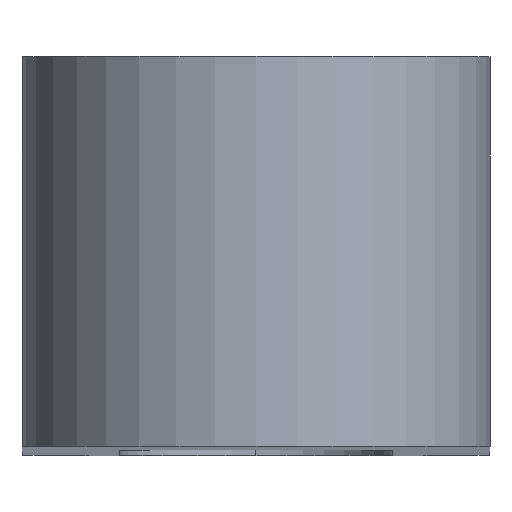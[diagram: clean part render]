
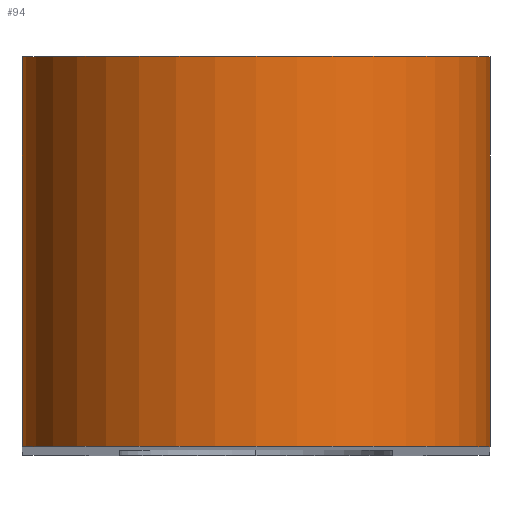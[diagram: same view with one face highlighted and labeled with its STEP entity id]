
A CAD part, top view. The second image highlights one B-rep face of the part: STEP entity #94.
In plain terms, the highlighted cylindrical face has radius 6 mm (diameter 12 mm), a partial arc.
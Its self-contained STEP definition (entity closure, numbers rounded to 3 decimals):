
#4 = DIRECTION ( 'NONE',  ( 0., 0., 1. ) ) ;
#5 = VERTEX_POINT ( 'NONE', #335 ) ;
#12 = VECTOR ( 'NONE', #391, 1000. ) ;
#16 = LINE ( 'NONE', #218, #12 ) ;
#55 = CIRCLE ( 'NONE', #304, 6. ) ;
#94 = ADVANCED_FACE ( 'NONE', ( #111 ), #272, .T. ) ;
#105 = CARTESIAN_POINT ( 'NONE',  ( 0., 10., 62.5 ) ) ;
#111 = FACE_OUTER_BOUND ( 'NONE', #260, .T. ) ;
#120 = AXIS2_PLACEMENT_3D ( 'NONE', #417, #188, #4 ) ;
#123 = CARTESIAN_POINT ( 'NONE',  ( 12., 10., 62.5 ) ) ;
#159 = VERTEX_POINT ( 'NONE', #123 ) ;
#166 = DIRECTION ( 'NONE',  ( 0., -1., 0. ) ) ;
#173 = EDGE_CURVE ( 'NONE', #159, #5, #424, .T. ) ;
#187 = EDGE_CURVE ( 'NONE', #365, #256, #16, .T. ) ;
#188 = DIRECTION ( 'NONE',  ( 0., 1., 0. ) ) ;
#195 = VECTOR ( 'NONE', #322, 1000. ) ;
#206 = CIRCLE ( 'NONE', #120, 6. ) ;
#218 = CARTESIAN_POINT ( 'NONE',  ( 0., 10., 62.5 ) ) ;
#235 = CARTESIAN_POINT ( 'NONE',  ( 6., 0., 62.5 ) ) ;
#245 = AXIS2_PLACEMENT_3D ( 'NONE', #308, #166, #413 ) ;
#247 = EDGE_CURVE ( 'NONE', #365, #159, #206, .T. ) ;
#251 = CARTESIAN_POINT ( 'NONE',  ( 12., 10., 62.5 ) ) ;
#256 = VERTEX_POINT ( 'NONE', #276 ) ;
#260 = EDGE_LOOP ( 'NONE', ( #331, #333, #411, #439 ) ) ;
#267 = DIRECTION ( 'NONE',  ( 0., 0., 1. ) ) ;
#272 = CYLINDRICAL_SURFACE ( 'NONE', #245, 6. ) ;
#276 = CARTESIAN_POINT ( 'NONE',  ( 0., 0., 62.5 ) ) ;
#304 = AXIS2_PLACEMENT_3D ( 'NONE', #235, #412, #267 ) ;
#307 = EDGE_CURVE ( 'NONE', #256, #5, #55, .T. ) ;
#308 = CARTESIAN_POINT ( 'NONE',  ( 6., 10., 62.5 ) ) ;
#322 = DIRECTION ( 'NONE',  ( 0., -1., 0. ) ) ;
#331 = ORIENTED_EDGE ( 'NONE', *, *, #307, .T. ) ;
#333 = ORIENTED_EDGE ( 'NONE', *, *, #173, .F. ) ;
#335 = CARTESIAN_POINT ( 'NONE',  ( 12., 0., 62.5 ) ) ;
#365 = VERTEX_POINT ( 'NONE', #105 ) ;
#391 = DIRECTION ( 'NONE',  ( 0., -1., 0. ) ) ;
#411 = ORIENTED_EDGE ( 'NONE', *, *, #247, .F. ) ;
#412 = DIRECTION ( 'NONE',  ( 0., 1., 0. ) ) ;
#413 = DIRECTION ( 'NONE',  ( 0., 0., -1. ) ) ;
#417 = CARTESIAN_POINT ( 'NONE',  ( 6., 10., 62.5 ) ) ;
#424 = LINE ( 'NONE', #251, #195 ) ;
#439 = ORIENTED_EDGE ( 'NONE', *, *, #187, .T. ) ;
